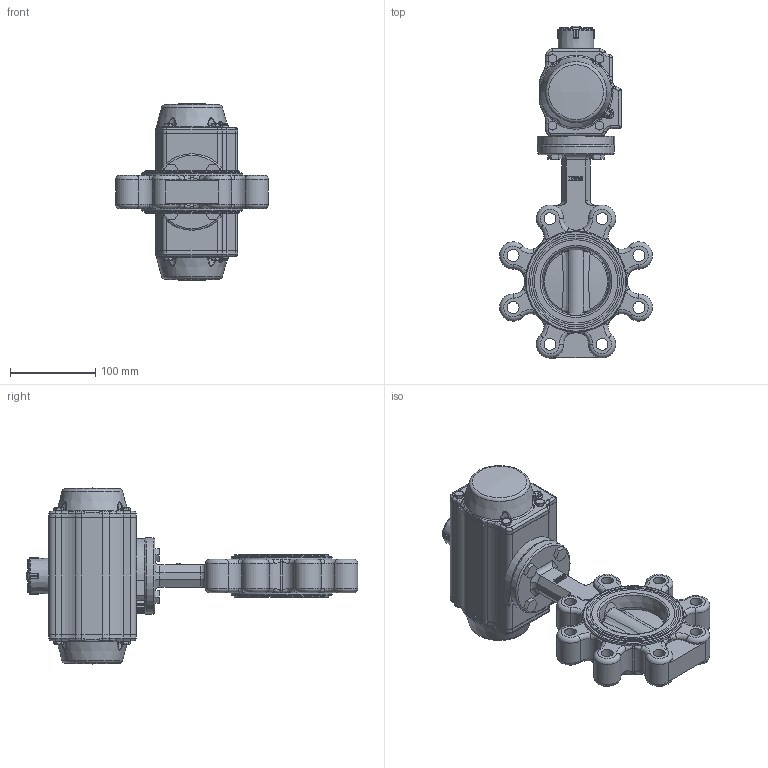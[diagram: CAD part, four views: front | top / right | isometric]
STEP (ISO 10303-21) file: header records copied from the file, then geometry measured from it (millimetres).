
FILE_DESCRIPTION(/* description */ ('Unknown'),/* implementation_level */ '2;1');
FILE_NAME(/* name */ 'DW04 5200_5210_5220-11',/* time_stamp */ '2023-02-16T13:17:29+01:00',/* author */ ('Unknown'),/* organization */ ('Unknown'),/* preprocessor_version */ 'ST-DEVELOPER v16.7',/* originating_system */ 'Solid Edge',/* authorisation */ 'Unknown');
FILE_SCHEMA (('AUTOMOTIVE_DESIGN {1 0 10303 214 3 1 1}'));
Length unit declared in the file: millimetre
Products named in the file (18): DW70-5.200.080; Raster DN040- DN150; LUG-DN80; DN80概极; seat; disc; shaft1; shaft2; bushing1; M10x30; DW70_FR52; ____; ________(___________; _____________; ______; hex head bolts-full thread grade c gb_GB_FASTENER_BOLT_HHBFTC M6X20-N; cup head nib bolts with large head gb_GB_FASTENER_BOLT_CHNBW M6X25-N; KP-75
Assembly tree (30 placements, depth 4):
  DW70-5.200.080
    Raster DN040- DN150
    LUG-DN80
      DN80概极
      seat
      disc
      shaft1
      shaft2
      bushing1  x2
    M10x30  x4
    DW70_FR52
      ____
        ________(___________  x2
        _____________  x2
        ______
      hex head bolts-full thread grade c gb_GB_FASTENER_BOLT_HHBFTC M6X20-N  x8
      cup head nib bolts with large head gb_GB_FASTENER_BOLT_CHNBW M6X25-N
      KP-75
Bounding box: 179.8 x 390.32 x 206.95 mm (x, y, z)
Volume: 2406682.6 mm3; surface area: 333399.6 mm2
Topology: 27 solids, 27 shells, 1615 faces, 3911 edges, 2402 vertices
Faces by surface type: plane 542, cylinder 452, bspline 260, torus 196, cone 148, sphere 17
Full cylindrical faces by diameter (mm): 3 x18, 3.3 x8, 4.2 x8, 4.66 x1, 5 x14, 6 x9, 6.2 x1, 6.8 x12, 8 x1, 8.8 x2, 10 x9, 12.6 x5, 12.75 x1, 12.83 x2, 14 x8, 17.45 x4, 17.53 x2, 21.8 x3, 23 x1, 24 x1, 24.6 x1, 30.86 x1, 32 x2, 38.5 x1, 52.79 x2, 56 x1, 87 x2, 87.6 x2, 90 x1, 98.5 x2
Entity records: 48157 total; most frequent: CARTESIAN_POINT 18782, ORIENTED_EDGE 5870, DIRECTION 5829, EDGE_CURVE 2935, AXIS2_PLACEMENT_3D 2342, VERTEX_POINT 1943, FACE_BOUND 1644, EDGE_LOOP 1615
